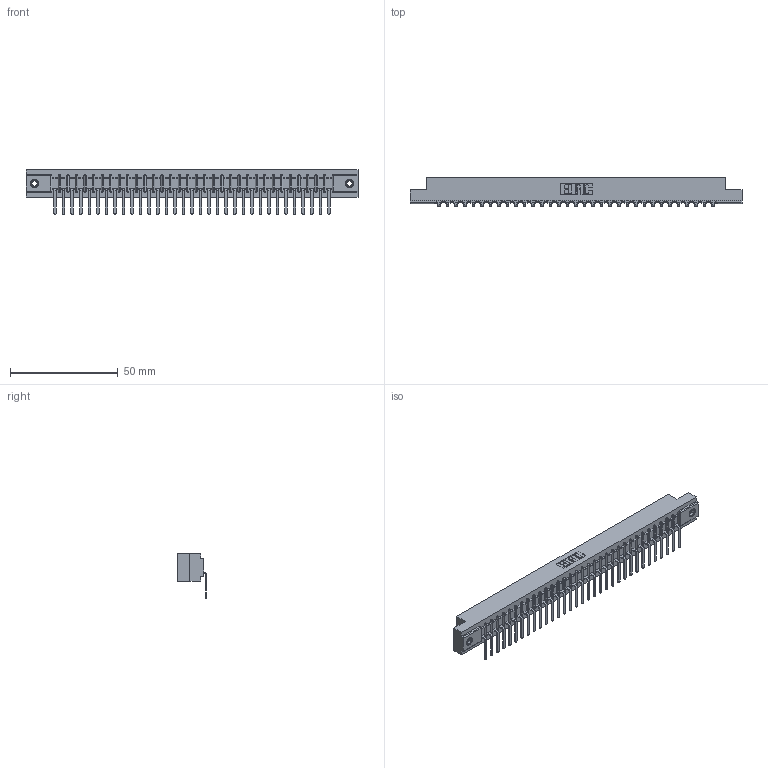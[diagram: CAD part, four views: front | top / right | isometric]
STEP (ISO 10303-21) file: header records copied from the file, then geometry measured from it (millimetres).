
FILE_DESCRIPTION (( 'STEP AP203' ), '1' );
FILE_NAME ('307-033-557-107.STEP', '2018-08-05T00:11:52', ( '' ), ( '' ), 'SwSTEP 2.0', 'SolidWorks 2016', '' );
FILE_SCHEMA (( 'CONFIG_CONTROL_DESIGN' ));
Length unit declared in the file: inch
Products named in the file (4): 307 Part_.156 Dia Mounting Holes; 307-290-002_557; 345-250-001_345-250-005-103; 307-033-557-107
Assembly tree (36 placements, depth 2):
  307-033-557-107
    307 Part_.156 Dia Mounting Holes
    307-290-002_557  x33
    345-250-001_345-250-005-103  x2
Bounding box: 153.77 x 13.32 x 20.66 mm (x, y, z)
Volume: 16463.9 mm3; surface area: 21115.4 mm2
Topology: 36 solids, 36 shells, 2786 faces, 8511 edges, 5574 vertices
Faces by surface type: plane 1653, cylinder 1049, sphere 68, cone 12, torus 4
Entity records: 31439 total; most frequent: CARTESIAN_POINT 5283, ORIENTED_EDGE 5266, DIRECTION 5147, EDGE_CURVE 2633, VECTOR 2011, LINE 2011, VERTEX_POINT 1704, AXIS2_PLACEMENT_3D 1568
